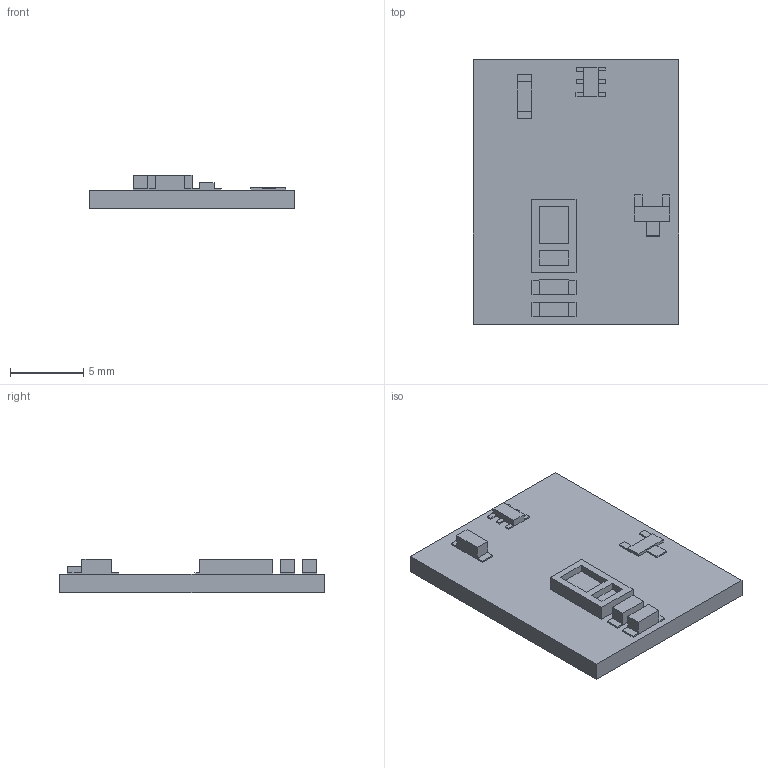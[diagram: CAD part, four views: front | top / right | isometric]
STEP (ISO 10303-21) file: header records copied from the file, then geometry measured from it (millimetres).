
FILE_DESCRIPTION(/* description */ (''),/* implementation_level */ '2;1');
FILE_NAME(/* name */ 'max30102.step',/* time_stamp */ '2020-12-17T12:20:08+01:00',/* author */ (''),/* organization */ (''),/* preprocessor_version */ 'ST-DEVELOPER v18.1',/* originating_system */ 'Autodesk Translation Framework v9.7.1.1290',/* authorisation */ '');
FILE_SCHEMA (('AUTOMOTIVE_DESIGN { 1 0 10303 214 3 1 1 }'));
Length unit declared in the file: millimetre
Products named in the file (1): max30102
Bounding box: 14 x 18 x 2.27 mm (x, y, z)
Volume: 339.6 mm3; surface area: 711.7 mm2
Topology: 24 solids, 24 shells, 152 faces, 312 edges, 208 vertices
Faces by surface type: plane 152
Entity records: 3969 total; most frequent: CARTESIAN_POINT 673, ORIENTED_EDGE 624, DIRECTION 618, LINE 312, VECTOR 312, EDGE_CURVE 312, VERTEX_POINT 208, EDGE_LOOP 156
